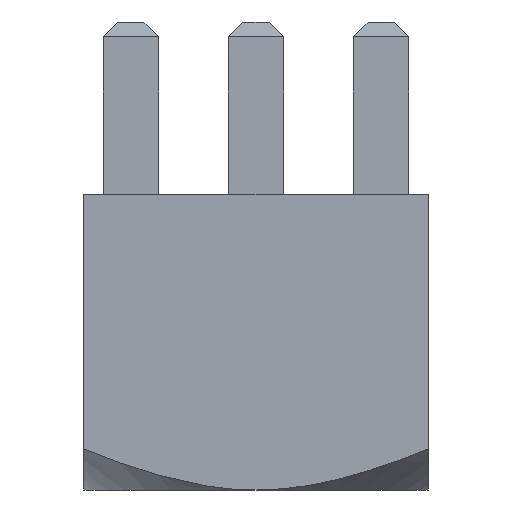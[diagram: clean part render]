
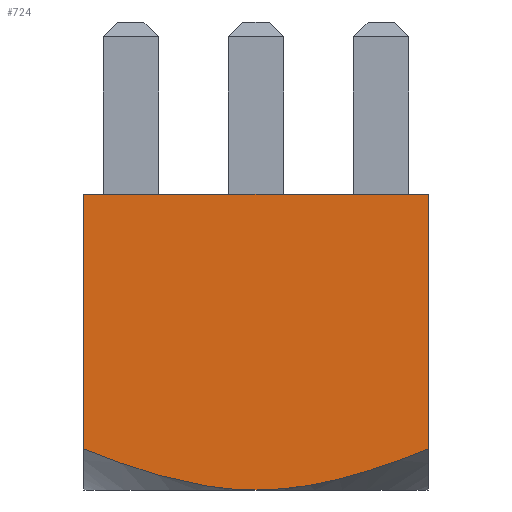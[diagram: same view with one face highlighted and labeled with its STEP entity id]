
A CAD part, front view. The second image highlights one B-rep face of the part: STEP entity #724.
In plain terms, the highlighted planar face has unit normal (0, -1, 0).
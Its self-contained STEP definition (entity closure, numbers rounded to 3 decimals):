
#164 = CARTESIAN_POINT ( 'NONE',  ( 3.5, -3.5, 6. ) ) ;
#185 = CARTESIAN_POINT ( 'NONE',  ( 0., -3.5, 0. ) ) ;
#186 = CARTESIAN_POINT ( 'NONE',  ( -3.5, -3.5, 0.837 ) ) ;
#188 = CARTESIAN_POINT ( 'NONE',  ( 3.5, -3.5, 0.837 ) ) ;
#219 = CARTESIAN_POINT ( 'NONE',  ( -3.5, -3.5, 6. ) ) ;
#232 = LINE ( 'NONE', #238, #2250 ) ;
#238 = CARTESIAN_POINT ( 'NONE',  ( -3.5, -3.5, 6. ) ) ;
#239 = DIRECTION ( 'NONE',  ( 0., 0., -1. ) ) ;
#240 = CARTESIAN_POINT ( 'NONE',  ( 0., -3.5, 0. ) ) ;
#241 = CARTESIAN_POINT ( 'NONE',  ( 0.607, -3.5, 0. ) ) ;
#601 = B_SPLINE_CURVE_WITH_KNOTS ( 'NONE', 3,
 ( #240, #241, #2544, #2545, #2546, #2547 ),
 .UNSPECIFIED., .F., .F.,
 ( 4, 2, 4 ),
 ( 0.008, 0.009, 0.011 ),
 .UNSPECIFIED. ) ;
#607 = B_SPLINE_CURVE_WITH_KNOTS ( 'NONE', 3,
 ( #2543, #2542, #2550, #2551, #2552, #2553, #2554, #2555 ),
 .UNSPECIFIED., .F., .F.,
 ( 4, 2, 2, 4 ),
 ( 0.004, 0.006, 0.007, 0.008 ),
 .UNSPECIFIED. ) ;
#724 = ADVANCED_FACE ( 'NONE', ( #1290 ), #1291, .F. ) ;
#1281 = CARTESIAN_POINT ( 'NONE',  ( -3.5, -3.5, 6. ) ) ;
#1290 = FACE_OUTER_BOUND ( 'NONE', #2338, .T. ) ;
#1291 = PLANE ( 'NONE',  #2099 ) ;
#1293 = DIRECTION ( 'NONE',  ( 0., 1., 0. ) ) ;
#1294 = DIRECTION ( 'NONE',  ( 0., 0., 1. ) ) ;
#1404 = ORIENTED_EDGE ( 'NONE', *, *, #1659, .T. ) ;
#1406 = ORIENTED_EDGE ( 'NONE', *, *, #1662, .T. ) ;
#1408 = ORIENTED_EDGE ( 'NONE', *, *, #1661, .T. ) ;
#1410 = ORIENTED_EDGE ( 'NONE', *, *, #1664, .F. ) ;
#1412 = ORIENTED_EDGE ( 'NONE', *, *, #1691, .F. ) ;
#1581 = VERTEX_POINT ( 'NONE', #164 ) ;
#1602 = VERTEX_POINT ( 'NONE', #185 ) ;
#1603 = VERTEX_POINT ( 'NONE', #186 ) ;
#1605 = VERTEX_POINT ( 'NONE', #188 ) ;
#1640 = VERTEX_POINT ( 'NONE', #219 ) ;
#1659 = EDGE_CURVE ( 'NONE', #1640, #1603, #232, .T. ) ;
#1661 = EDGE_CURVE ( 'NONE', #1602, #1605, #601, .T. ) ;
#1662 = EDGE_CURVE ( 'NONE', #1603, #1602, #607, .T. ) ;
#1664 = EDGE_CURVE ( 'NONE', #1581, #1605, #2564, .T. ) ;
#1691 = EDGE_CURVE ( 'NONE', #1640, #1581, #2644, .T. ) ;
#2099 = AXIS2_PLACEMENT_3D ( 'NONE', #1281, #1293, #1294 ) ;
#2191 = VECTOR ( 'NONE', #2646, 1000. ) ;
#2213 = VECTOR ( 'NONE', #2566, 1000. ) ;
#2250 = VECTOR ( 'NONE', #239, 1000. ) ;
#2338 = EDGE_LOOP ( 'NONE', ( #1404, #1406, #1408, #1410, #1412 ) ) ;
#2542 = CARTESIAN_POINT ( 'NONE',  ( -2.941, -3.5, 0.609 ) ) ;
#2543 = CARTESIAN_POINT ( 'NONE',  ( -3.5, -3.5, 0.837 ) ) ;
#2544 = CARTESIAN_POINT ( 'NONE',  ( 1.199, -3.5, 0.094 ) ) ;
#2545 = CARTESIAN_POINT ( 'NONE',  ( 2.365, -3.5, 0.4 ) ) ;
#2546 = CARTESIAN_POINT ( 'NONE',  ( 2.94, -3.5, 0.609 ) ) ;
#2547 = CARTESIAN_POINT ( 'NONE',  ( 3.5, -3.5, 0.837 ) ) ;
#2550 = CARTESIAN_POINT ( 'NONE',  ( -2.37, -3.5, 0.401 ) ) ;
#2551 = CARTESIAN_POINT ( 'NONE',  ( -1.497, -3.5, 0.172 ) ) ;
#2552 = CARTESIAN_POINT ( 'NONE',  ( -1.203, -3.5, 0.11 ) ) ;
#2553 = CARTESIAN_POINT ( 'NONE',  ( -0.606, -3.5, 0.023 ) ) ;
#2554 = CARTESIAN_POINT ( 'NONE',  ( -0.301, -3.5, 0. ) ) ;
#2555 = CARTESIAN_POINT ( 'NONE',  ( 0., -3.5, 0. ) ) ;
#2564 = LINE ( 'NONE', #2565, #2213 ) ;
#2565 = CARTESIAN_POINT ( 'NONE',  ( 3.5, -3.5, 6. ) ) ;
#2566 = DIRECTION ( 'NONE',  ( 0., 0., -1. ) ) ;
#2644 = LINE ( 'NONE', #2645, #2191 ) ;
#2645 = CARTESIAN_POINT ( 'NONE',  ( -3.5, -3.5, 6. ) ) ;
#2646 = DIRECTION ( 'NONE',  ( 1., 0., 0. ) ) ;
